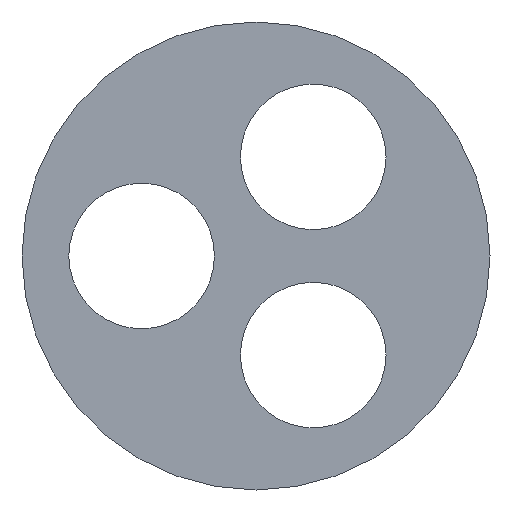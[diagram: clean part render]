
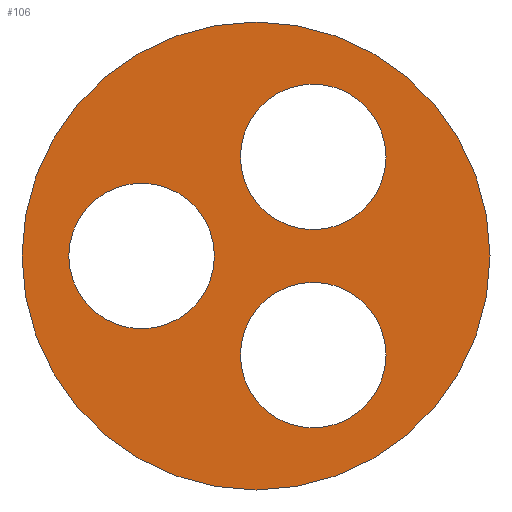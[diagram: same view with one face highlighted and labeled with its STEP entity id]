
A CAD part, left-side view. The second image highlights one B-rep face of the part: STEP entity #106.
In plain terms, the highlighted planar face has unit normal (-1, 0, 0).
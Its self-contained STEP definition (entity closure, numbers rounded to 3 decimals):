
#106 = ADVANCED_FACE( '', ( #214, #215, #216, #217 ), #218, .F. );
#214 = FACE_BOUND( '', #329, .T. );
#215 = FACE_BOUND( '', #330, .T. );
#216 = FACE_BOUND( '', #331, .T. );
#217 = FACE_OUTER_BOUND( '', #332, .T. );
#218 = PLANE( '', #333 );
#329 = EDGE_LOOP( '', ( #595 ) );
#330 = EDGE_LOOP( '', ( #596 ) );
#331 = EDGE_LOOP( '', ( #597 ) );
#332 = EDGE_LOOP( '', ( #598 ) );
#333 = AXIS2_PLACEMENT_3D( '', #599, #600, #601 );
#595 = ORIENTED_EDGE( '', *, *, #748, .T. );
#596 = ORIENTED_EDGE( '', *, *, #650, .T. );
#597 = ORIENTED_EDGE( '', *, *, #749, .T. );
#598 = ORIENTED_EDGE( '', *, *, #750, .F. );
#599 = CARTESIAN_POINT( '', ( 0., 0., 0. ) );
#600 = DIRECTION( '', ( 1., 0., 0. ) );
#601 = DIRECTION( '', ( 0., 0., -1. ) );
#650 = EDGE_CURVE( '', #763, #763, #764, .T. );
#748 = EDGE_CURVE( '', #910, #910, #911, .T. );
#749 = EDGE_CURVE( '', #912, #912, #913, .T. );
#750 = EDGE_CURVE( '', #914, #914, #915, .T. );
#763 = VERTEX_POINT( '', #931 );
#764 = CIRCLE( '', #932, 3.5 );
#910 = VERTEX_POINT( '', #1130 );
#911 = CIRCLE( '', #1131, 3.5 );
#912 = VERTEX_POINT( '', #1132 );
#913 = CIRCLE( '', #1133, 3.5 );
#914 = VERTEX_POINT( '', #1134 );
#915 = CIRCLE( '', #1135, 11.25 );
#931 = CARTESIAN_POINT( '', ( 0., 5.5, -3.5 ) );
#932 = AXIS2_PLACEMENT_3D( '', #1151, #1152, #1153 );
#1130 = CARTESIAN_POINT( '', ( 0., -2.75, 1.263 ) );
#1131 = AXIS2_PLACEMENT_3D( '', #1266, #1267, #1268 );
#1132 = CARTESIAN_POINT( '', ( 0., -2.75, -8.263 ) );
#1133 = AXIS2_PLACEMENT_3D( '', #1269, #1270, #1271 );
#1134 = CARTESIAN_POINT( '', ( 0., 0., -11.25 ) );
#1135 = AXIS2_PLACEMENT_3D( '', #1272, #1273, #1274 );
#1151 = CARTESIAN_POINT( '', ( 0., 5.5, 0. ) );
#1152 = DIRECTION( '', ( 1., 0., 0. ) );
#1153 = DIRECTION( '', ( 0., 0., -1. ) );
#1266 = CARTESIAN_POINT( '', ( 0., -2.75, 4.763 ) );
#1267 = DIRECTION( '', ( 1., 0., 0. ) );
#1268 = DIRECTION( '', ( 0., 0., -1. ) );
#1269 = CARTESIAN_POINT( '', ( 0., -2.75, -4.763 ) );
#1270 = DIRECTION( '', ( 1., 0., 0. ) );
#1271 = DIRECTION( '', ( 0., 0., -1. ) );
#1272 = CARTESIAN_POINT( '', ( 0., 0., 0. ) );
#1273 = DIRECTION( '', ( 1., 0., 0. ) );
#1274 = DIRECTION( '', ( 0., 0., -1. ) );
